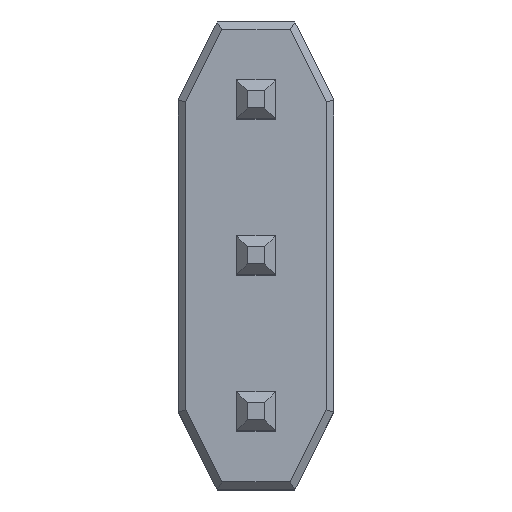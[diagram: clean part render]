
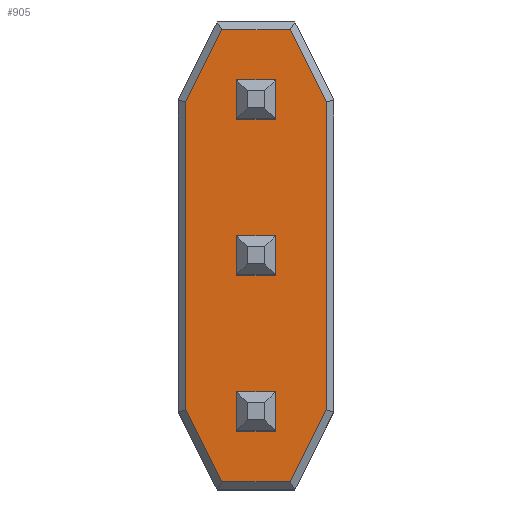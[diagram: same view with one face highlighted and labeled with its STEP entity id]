
A CAD part, top view. The second image highlights one B-rep face of the part: STEP entity #905.
In plain terms, the highlighted planar face has unit normal (0, 0, 1).
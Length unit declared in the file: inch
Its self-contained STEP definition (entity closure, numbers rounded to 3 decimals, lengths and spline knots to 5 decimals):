
#524=CARTESIAN_POINT('',(0.005,0.05118,0.1));
#525=VERTEX_POINT('',#524);
#526=CARTESIAN_POINT('',(0.005,0.24882,0.1));
#527=VERTEX_POINT('',#526);
#528=CARTESIAN_POINT('',(0.005,0.05118,0.1));
#529=DIRECTION('',(0.0,1.0,0.0));
#530=VECTOR('',#529,0.19764);
#531=LINE('',#528,#530);
#532=EDGE_CURVE('',#525,#527,#531,.T.);
#562=CARTESIAN_POINT('',(0.02809,0.005,0.1));
#563=VERTEX_POINT('',#562);
#564=CARTESIAN_POINT('',(0.02809,0.005,0.1));
#565=DIRECTION('',(-0.447,0.894,0.0));
#566=VECTOR('',#565,0.05163);
#567=LINE('',#564,#566);
#568=EDGE_CURVE('',#563,#525,#567,.T.);
#586=CARTESIAN_POINT('',(0.07191,0.005,0.1));
#587=VERTEX_POINT('',#586);
#588=CARTESIAN_POINT('',(0.07191,0.005,0.1));
#589=DIRECTION('',(-1.0,0.0,0.0));
#590=VECTOR('',#589,0.04382);
#591=LINE('',#588,#590);
#592=EDGE_CURVE('',#587,#563,#591,.T.);
#610=CARTESIAN_POINT('',(0.095,0.24882,0.1));
#611=VERTEX_POINT('',#610);
#612=CARTESIAN_POINT('',(0.095,0.05118,0.1));
#613=VERTEX_POINT('',#612);
#614=CARTESIAN_POINT('',(0.095,0.24882,0.1));
#615=DIRECTION('',(0.0,-1.0,0.0));
#616=VECTOR('',#615,0.19764);
#617=LINE('',#614,#616);
#618=EDGE_CURVE('',#611,#613,#617,.T.);
#641=CARTESIAN_POINT('',(0.07191,0.295,0.1));
#642=VERTEX_POINT('',#641);
#643=CARTESIAN_POINT('',(0.07191,0.295,0.1));
#644=DIRECTION('',(0.447,-0.894,0.0));
#645=VECTOR('',#644,0.05163);
#646=LINE('',#643,#645);
#647=EDGE_CURVE('',#642,#611,#646,.T.);
#672=CARTESIAN_POINT('',(0.095,0.05118,0.1));
#673=DIRECTION('',(-0.447,-0.894,0.0));
#674=VECTOR('',#673,0.05163);
#675=LINE('',#672,#674);
#676=EDGE_CURVE('',#613,#587,#675,.T.);
#689=CARTESIAN_POINT('',(0.02809,0.295,0.1));
#690=VERTEX_POINT('',#689);
#691=CARTESIAN_POINT('',(0.02809,0.295,0.1));
#692=DIRECTION('',(1.0,0.0,0.0));
#693=VECTOR('',#692,0.04382);
#694=LINE('',#691,#693);
#695=EDGE_CURVE('',#690,#642,#694,.T.);
#720=CARTESIAN_POINT('',(0.005,0.24882,0.1));
#721=DIRECTION('',(0.447,0.894,0.0));
#722=VECTOR('',#721,0.05163);
#723=LINE('',#720,#722);
#724=EDGE_CURVE('',#527,#690,#723,.T.);
#788=CARTESIAN_POINT('',(0.05,0.15,0.1));
#789=DIRECTION('',(0.0,0.0,1.0));
#790=DIRECTION('',(1.0,0.0,0.0));
#791=AXIS2_PLACEMENT_3D('',#788,#789,#790);
#792=PLANE('',#791);
#793=ORIENTED_EDGE('',*,*,#618,.F.);
#794=ORIENTED_EDGE('',*,*,#647,.F.);
#795=ORIENTED_EDGE('',*,*,#695,.F.);
#796=ORIENTED_EDGE('',*,*,#724,.F.);
#797=ORIENTED_EDGE('',*,*,#532,.F.);
#798=ORIENTED_EDGE('',*,*,#568,.F.);
#799=ORIENTED_EDGE('',*,*,#592,.F.);
#800=ORIENTED_EDGE('',*,*,#676,.F.);
#801=EDGE_LOOP('',(#793,#794,#795,#796,#797,#798,#799,#800));
#802=FACE_OUTER_BOUND('',#801,.T.);
#803=CARTESIAN_POINT('',(0.0375,0.2375,0.1));
#804=VERTEX_POINT('',#803);
#805=CARTESIAN_POINT('',(0.0375,0.2625,0.1));
#806=VERTEX_POINT('',#805);
#807=CARTESIAN_POINT('',(0.0375,0.2375,0.1));
#808=DIRECTION('',(0.0,1.0,0.0));
#809=VECTOR('',#808,0.025);
#810=LINE('',#807,#809);
#811=EDGE_CURVE('',#804,#806,#810,.T.);
#812=ORIENTED_EDGE('',*,*,#811,.T.);
#813=CARTESIAN_POINT('',(0.0625,0.2625,0.1));
#814=VERTEX_POINT('',#813);
#815=CARTESIAN_POINT('',(0.0375,0.2625,0.1));
#816=DIRECTION('',(1.0,0.0,0.0));
#817=VECTOR('',#816,0.025);
#818=LINE('',#815,#817);
#819=EDGE_CURVE('',#806,#814,#818,.T.);
#820=ORIENTED_EDGE('',*,*,#819,.T.);
#821=CARTESIAN_POINT('',(0.0625,0.2375,0.1));
#822=VERTEX_POINT('',#821);
#823=CARTESIAN_POINT('',(0.0625,0.2625,0.1));
#824=DIRECTION('',(0.0,-1.0,0.0));
#825=VECTOR('',#824,0.025);
#826=LINE('',#823,#825);
#827=EDGE_CURVE('',#814,#822,#826,.T.);
#828=ORIENTED_EDGE('',*,*,#827,.T.);
#829=CARTESIAN_POINT('',(0.0625,0.2375,0.1));
#830=DIRECTION('',(-1.0,0.0,0.0));
#831=VECTOR('',#830,0.025);
#832=LINE('',#829,#831);
#833=EDGE_CURVE('',#822,#804,#832,.T.);
#834=ORIENTED_EDGE('',*,*,#833,.T.);
#835=EDGE_LOOP('',(#812,#820,#828,#834));
#836=FACE_BOUND('',#835,.T.);
#837=CARTESIAN_POINT('',(0.0625,0.0625,0.1));
#838=VERTEX_POINT('',#837);
#839=CARTESIAN_POINT('',(0.0625,0.0375,0.1));
#840=VERTEX_POINT('',#839);
#841=CARTESIAN_POINT('',(0.0625,0.0625,0.1));
#842=DIRECTION('',(0.0,-1.0,0.0));
#843=VECTOR('',#842,0.025);
#844=LINE('',#841,#843);
#845=EDGE_CURVE('',#838,#840,#844,.T.);
#846=ORIENTED_EDGE('',*,*,#845,.T.);
#847=CARTESIAN_POINT('',(0.0375,0.0375,0.1));
#848=VERTEX_POINT('',#847);
#849=CARTESIAN_POINT('',(0.0625,0.0375,0.1));
#850=DIRECTION('',(-1.0,0.0,0.0));
#851=VECTOR('',#850,0.025);
#852=LINE('',#849,#851);
#853=EDGE_CURVE('',#840,#848,#852,.T.);
#854=ORIENTED_EDGE('',*,*,#853,.T.);
#855=CARTESIAN_POINT('',(0.0375,0.0625,0.1));
#856=VERTEX_POINT('',#855);
#857=CARTESIAN_POINT('',(0.0375,0.0375,0.1));
#858=DIRECTION('',(0.0,1.0,0.0));
#859=VECTOR('',#858,0.025);
#860=LINE('',#857,#859);
#861=EDGE_CURVE('',#848,#856,#860,.T.);
#862=ORIENTED_EDGE('',*,*,#861,.T.);
#863=CARTESIAN_POINT('',(0.0375,0.0625,0.1));
#864=DIRECTION('',(1.0,0.0,0.0));
#865=VECTOR('',#864,0.025);
#866=LINE('',#863,#865);
#867=EDGE_CURVE('',#856,#838,#866,.T.);
#868=ORIENTED_EDGE('',*,*,#867,.T.);
#869=EDGE_LOOP('',(#846,#854,#862,#868));
#870=FACE_BOUND('',#869,.T.);
#871=CARTESIAN_POINT('',(0.0375,0.1375,0.1));
#872=VERTEX_POINT('',#871);
#873=CARTESIAN_POINT('',(0.0375,0.1625,0.1));
#874=VERTEX_POINT('',#873);
#875=CARTESIAN_POINT('',(0.0375,0.1375,0.1));
#876=DIRECTION('',(0.0,1.0,0.0));
#877=VECTOR('',#876,0.025);
#878=LINE('',#875,#877);
#879=EDGE_CURVE('',#872,#874,#878,.T.);
#880=ORIENTED_EDGE('',*,*,#879,.T.);
#881=CARTESIAN_POINT('',(0.0625,0.1625,0.1));
#882=VERTEX_POINT('',#881);
#883=CARTESIAN_POINT('',(0.0375,0.1625,0.1));
#884=DIRECTION('',(1.0,0.0,0.0));
#885=VECTOR('',#884,0.025);
#886=LINE('',#883,#885);
#887=EDGE_CURVE('',#874,#882,#886,.T.);
#888=ORIENTED_EDGE('',*,*,#887,.T.);
#889=CARTESIAN_POINT('',(0.0625,0.1375,0.1));
#890=VERTEX_POINT('',#889);
#891=CARTESIAN_POINT('',(0.0625,0.1625,0.1));
#892=DIRECTION('',(0.0,-1.0,0.0));
#893=VECTOR('',#892,0.025);
#894=LINE('',#891,#893);
#895=EDGE_CURVE('',#882,#890,#894,.T.);
#896=ORIENTED_EDGE('',*,*,#895,.T.);
#897=CARTESIAN_POINT('',(0.0625,0.1375,0.1));
#898=DIRECTION('',(-1.0,0.0,0.0));
#899=VECTOR('',#898,0.025);
#900=LINE('',#897,#899);
#901=EDGE_CURVE('',#890,#872,#900,.T.);
#902=ORIENTED_EDGE('',*,*,#901,.T.);
#903=EDGE_LOOP('',(#880,#888,#896,#902));
#904=FACE_BOUND('',#903,.T.);
#905=ADVANCED_FACE('',(#802,#836,#870,#904),#792,.T.);
